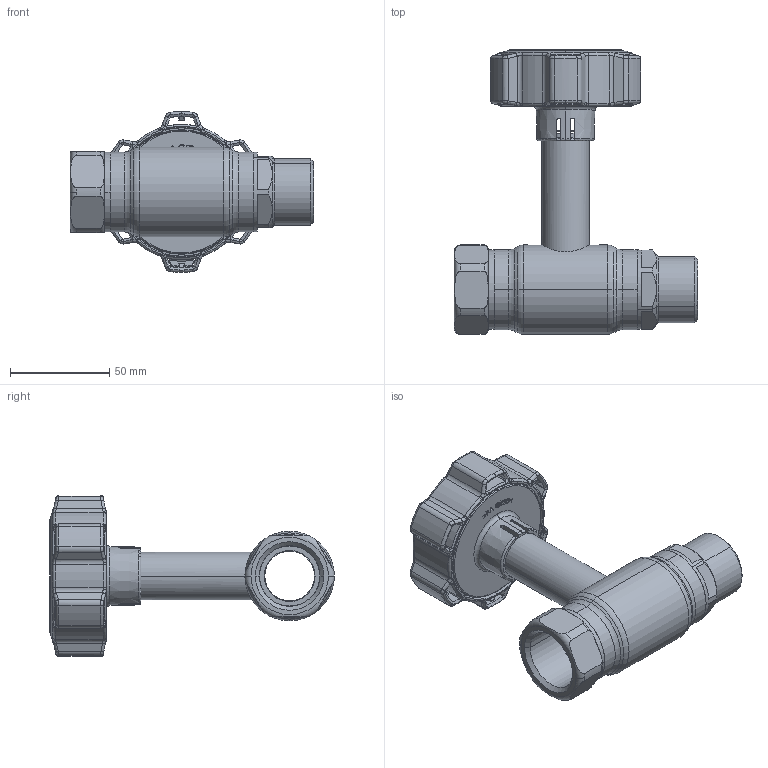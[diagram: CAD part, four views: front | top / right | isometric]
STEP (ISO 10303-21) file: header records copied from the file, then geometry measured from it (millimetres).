
FILE_DESCRIPTION (( 'STEP AP214' ), '1' );
FILE_NAME ('1025002401-1200.step', '2024-01-16T11:12:05', ( '' ), ( '' ), 'SwSTEP 2.0', 'SolidWorks 2021', '' );
FILE_SCHEMA (( 'AUTOMOTIVE_DESIGN' ));
Length unit declared in the file: millimetre
Products named in the file (1): 1025002401-1200
Bounding box: 122.5 x 143.3 x 81 mm (x, y, z)
Surface area: 53358.3 mm2 (no closed solid volume)
Topology: 0 solids, 27 shells, 589 faces, 1694 edges, 1108 vertices
Faces by surface type: bspline 177, cylinder 140, plane 133, cone 75, torus 64
Entity records: 36120 total; most frequent: CARTESIAN_POINT 16069, ORIENTED_EDGE 3008, DIRECTION 2312, EDGE_CURVE 1694, VERTEX_POINT 1108, AXIS2_PLACEMENT_3D 895, B_SPLINE_CURVE_WITH_KNOTS 642, EDGE_LOOP 620
